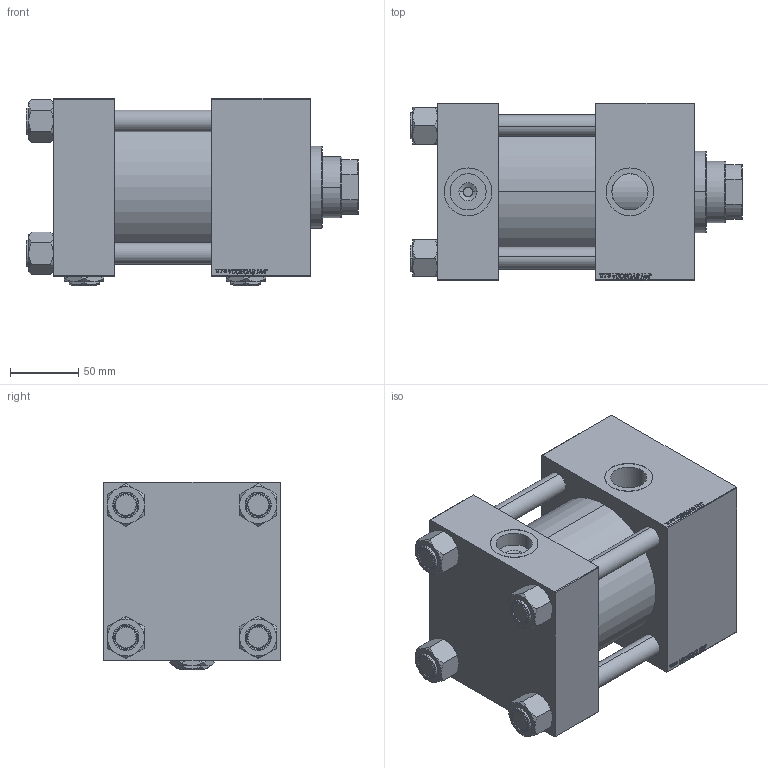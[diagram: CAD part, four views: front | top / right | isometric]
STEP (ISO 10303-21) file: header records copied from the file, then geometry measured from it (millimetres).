
FILE_DESCRIPTION (( 'STEP AP203' ), '1' );
FILE_NAME ('06fc.STEP', '2022-04-15T22:17:11', ( '' ), ( '' ), 'SwSTEP 2.0', 'SolidWorks 2019', '' );
FILE_SCHEMA (( 'CONFIG_CONTROL_DESIGN' ));
Length unit declared in the file: millimetre
Products named in the file (7): Zatka_pro_OIL_PORT f594201502445a39c38ec3c3acfd3168; V215_VC_A f594201502445a39c38ec3c3acfd3168; V215CR_C_TYCINKA f594201502445a39c38ec3c3acfd3168; V215CR_C_Body f594201502445a39c38ec3c3acfd3168; NUT_M5_C f594201502445a39c38ec3c3acfd3168; 06fc; V215CR_VCP_C f594201502445a39c38ec3c3acfd3168
Assembly tree (13 placements, depth 2):
  06fc
    V215CR_C_Body f594201502445a39c38ec3c3acfd3168
    V215CR_VCP_C f594201502445a39c38ec3c3acfd3168
    NUT_M5_C f594201502445a39c38ec3c3acfd3168  x4
    V215CR_C_TYCINKA f594201502445a39c38ec3c3acfd3168  x4
    V215_VC_A f594201502445a39c38ec3c3acfd3168
    Zatka_pro_OIL_PORT f594201502445a39c38ec3c3acfd3168  x2
Bounding box: 243 x 130 x 137 mm (x, y, z)
Volume: 2410573.9 mm3; surface area: 333527.1 mm2
Topology: 13 solids, 13 shells, 1303 faces, 3268 edges, 2115 vertices
Faces by surface type: plane 623, bspline 392, cone 178, cylinder 102, torus 8
Entity records: 52907 total; most frequent: CARTESIAN_POINT 27919, ORIENTED_EDGE 5608, DIRECTION 3664, EDGE_CURVE 2804, VERTEX_POINT 1835, VECTOR 1660, LINE 1660, EDGE_LOOP 1243
